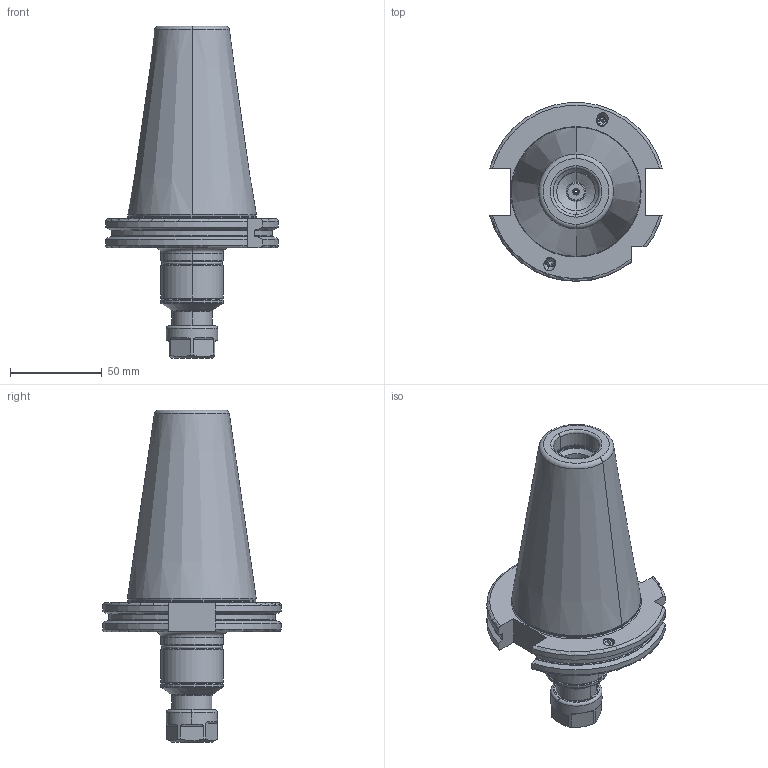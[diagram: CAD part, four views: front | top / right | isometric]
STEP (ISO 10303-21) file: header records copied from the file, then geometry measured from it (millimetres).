
FILE_DESCRIPTION((''),'2;1');
FILE_NAME('503_16_02_10','2020-09-23T',('104091'),(''),'CREO PARAMETRIC BY PTC INC, 2016260','CREO PARAMETRIC BY PTC INC, 2016260','');
FILE_SCHEMA(('CONFIG_CONTROL_DESIGN'));
Length unit declared in the file: millimetre
Products named in the file (1): 503_16_02_10
Bounding box: 94.05 x 97.31 x 180.85 mm (x, y, z)
Volume: 362051.5 mm3; surface area: 56267.8 mm2
Topology: 3 solids, 3 shells, 276 faces, 656 edges, 394 vertices
Faces by surface type: cylinder 77, plane 70, cone 68, torus 55, bspline 6
Entity records: 9494 total; most frequent: CARTESIAN_POINT 3115, DIRECTION 1376, ORIENTED_EDGE 1296, EDGE_CURVE 648, AXIS2_PLACEMENT_3D 565, VERTEX_POINT 394, EDGE_LOOP 302, CIRCLE 292
